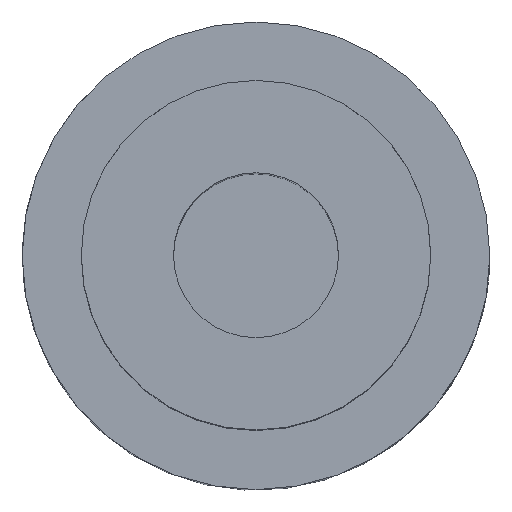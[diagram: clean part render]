
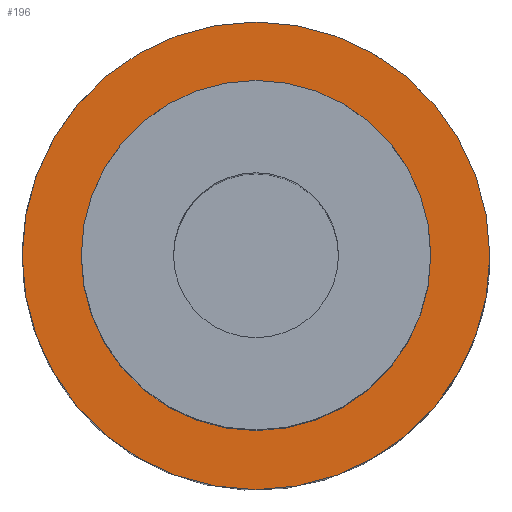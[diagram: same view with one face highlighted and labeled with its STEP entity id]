
A CAD part, top view. The second image highlights one B-rep face of the part: STEP entity #196.
In plain terms, the highlighted planar face has unit normal (0, 0, 1).
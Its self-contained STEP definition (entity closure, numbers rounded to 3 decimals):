
#47=FACE_BOUND('',#72,.T.);
#49=PLANE('',#231);
#60=FACE_OUTER_BOUND('',#71,.T.);
#71=EDGE_LOOP('',(#157));
#72=EDGE_LOOP('',(#158));
#99=CIRCLE('',#230,3.55);
#100=CIRCLE('',#232,4.75);
#114=VERTEX_POINT('',#361);
#115=VERTEX_POINT('',#365);
#131=EDGE_CURVE('',#114,#114,#99,.T.);
#132=EDGE_CURVE('',#115,#115,#100,.T.);
#157=ORIENTED_EDGE('',*,*,#132,.F.);
#158=ORIENTED_EDGE('',*,*,#131,.F.);
#196=ADVANCED_FACE('',(#60,#47),#49,.T.);
#230=AXIS2_PLACEMENT_3D('',#363,#278,#279);
#231=AXIS2_PLACEMENT_3D('',#364,#280,#281);
#232=AXIS2_PLACEMENT_3D('',#366,#282,#283);
#278=DIRECTION('center_axis',(0.,0.,1.));
#279=DIRECTION('ref_axis',(-1.,0.,0.));
#280=DIRECTION('center_axis',(0.,0.,1.));
#281=DIRECTION('ref_axis',(1.,0.,0.));
#282=DIRECTION('center_axis',(0.,0.,-1.));
#283=DIRECTION('ref_axis',(-1.,0.,0.));
#361=CARTESIAN_POINT('',(3.55,0.,6.2));
#363=CARTESIAN_POINT('Origin',(0.,0.,
6.2));
#364=CARTESIAN_POINT('Origin',(0.,0.,6.2));
#365=CARTESIAN_POINT('',(4.75,0.,6.2));
#366=CARTESIAN_POINT('Origin',(0.,0.,6.2));
